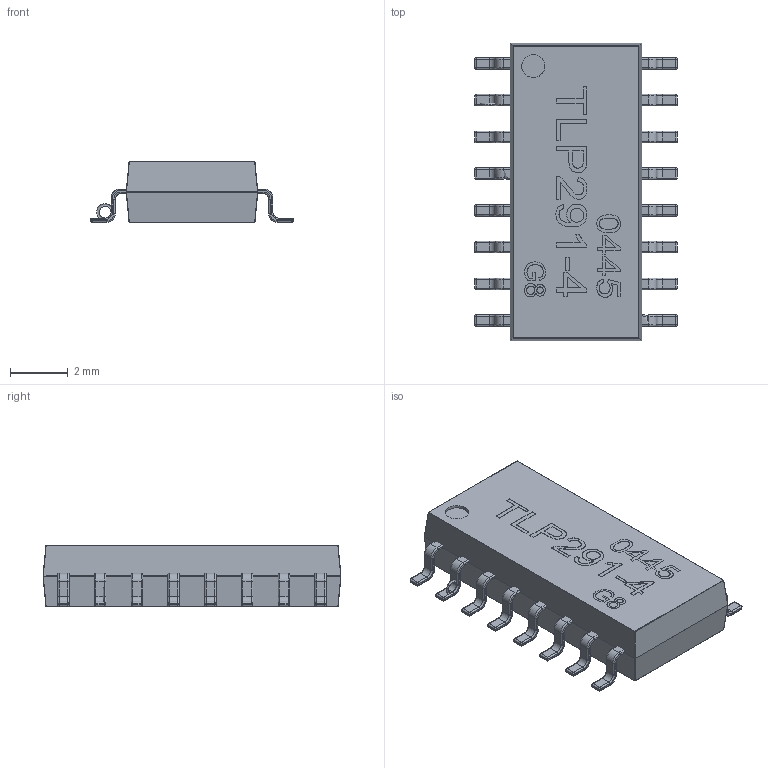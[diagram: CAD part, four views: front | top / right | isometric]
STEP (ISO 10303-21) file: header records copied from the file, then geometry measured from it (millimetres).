
FILE_DESCRIPTION (( 'STEP AP214' ), '1' );
FILE_NAME ('User Library-User Library-TLP291-4(SOP16).STEP', '2020-07-10T02:36:53', ( '' ), ( '' ), 'SwSTEP 2.0', 'SolidWorks 2020', '' );
FILE_SCHEMA (( 'AUTOMOTIVE_DESIGN' ));
Length unit declared in the file: millimetre
Products named in the file (3): User Library-TLP291-4(SOP16)_Document; User Library-TLP291-4(SOP16)__X_EB_X_B8_X_94_X_EB_X_A1_X_9D 01; User Library-User Library-TLP291-4(SOP16)
Assembly tree (2 placements, depth 2):
  User Library-User Library-TLP291-4(SOP16)
    User Library-TLP291-4(SOP16)_Document
    User Library-TLP291-4(SOP16)__X_EB_X_B8_X_94_X_EB_X_A1_X_9D 01
Bounding box: 7 x 10.3 x 2.1 mm (x, y, z)
Surface area: 204.9 mm2 (no closed solid volume)
Topology: 0 solids, 33 shells, 1033 faces, 2388 edges, 1376 vertices
Faces by surface type: plane 395, cylinder 357, torus 146, sphere 77, bspline 58
Entity records: 42443 total; most frequent: CARTESIAN_POINT 7665, DIRECTION 4975, ORIENTED_EDGE 4631, EDGE_CURVE 2320, AXIS2_PLACEMENT_3D 1819, VERTEX_POINT 1373, LINE 1337, VECTOR 1337
